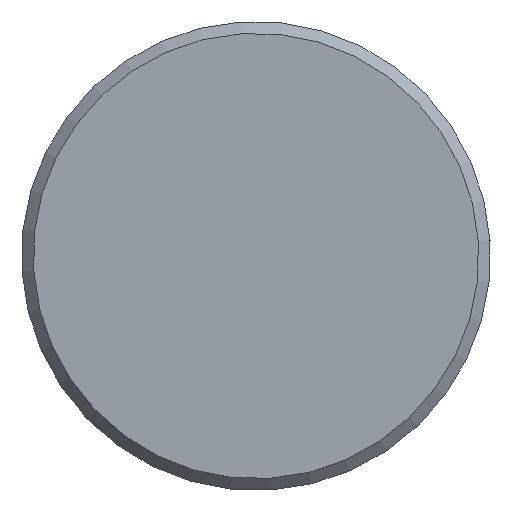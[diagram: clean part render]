
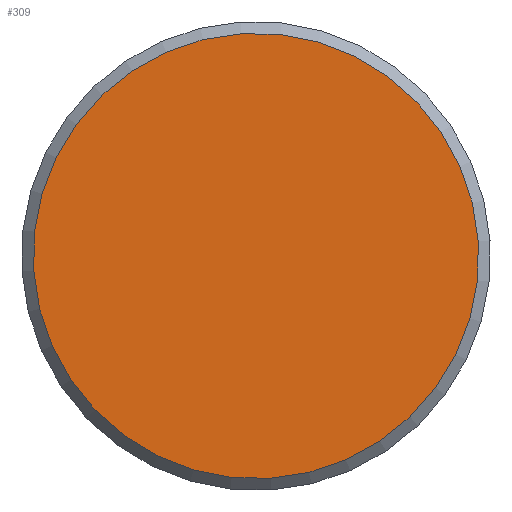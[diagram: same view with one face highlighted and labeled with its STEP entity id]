
A CAD part, left-side view. The second image highlights one B-rep face of the part: STEP entity #309.
In plain terms, the highlighted planar face has unit normal (-1, 0, 0).
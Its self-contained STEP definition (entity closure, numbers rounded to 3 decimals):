
#26=PLANE('',#354);
#42=FACE_OUTER_BOUND('',#62,.T.);
#62=EDGE_LOOP('',(#266));
#84=CIRCLE('',#355,19.);
#156=VERTEX_POINT('',#575);
#194=EDGE_CURVE('',#156,#156,#84,.T.);
#266=ORIENTED_EDGE('',*,*,#194,.F.);
#309=ADVANCED_FACE('',(#42),#26,.T.);
#354=AXIS2_PLACEMENT_3D('',#574,#434,#435);
#355=AXIS2_PLACEMENT_3D('',#576,#436,#437);
#434=DIRECTION('center_axis',(-1.,0.,0.));
#435=DIRECTION('ref_axis',(0.,0.806,0.591));
#436=DIRECTION('center_axis',(1.,0.,0.));
#437=DIRECTION('ref_axis',(0.,-0.806,-0.591));
#574=CARTESIAN_POINT('Origin',(-301.307,-15.062,6.041));
#575=CARTESIAN_POINT('',(-301.307,7.411,-24.602));
#576=CARTESIAN_POINT('Origin',(-301.307,-3.825,-9.281));
